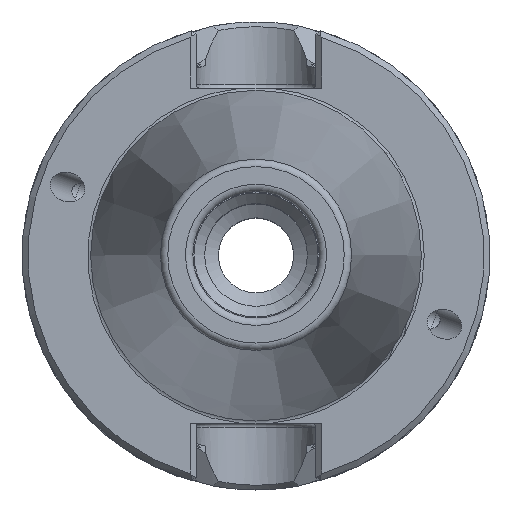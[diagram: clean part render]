
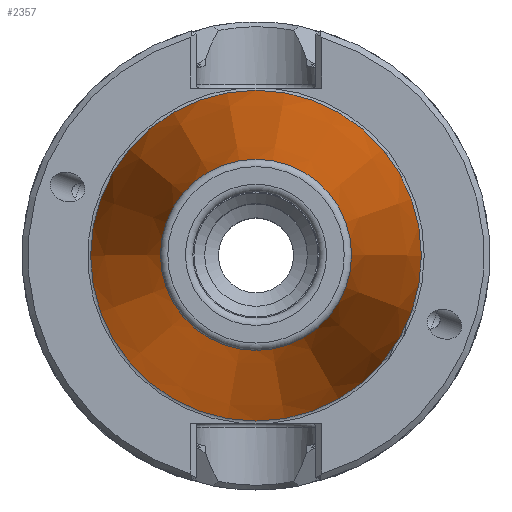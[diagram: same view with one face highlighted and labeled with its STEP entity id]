
A CAD part, top view. The second image highlights one B-rep face of the part: STEP entity #2357.
In plain terms, the highlighted conical face has half-angle 8.297 degrees and reference radius 12.871 mm.
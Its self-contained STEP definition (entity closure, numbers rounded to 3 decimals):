
#191=CONICAL_SURFACE('',#2528,12.871,0.145);
#212=CIRCLE('',#2410,22.268);
#249=CIRCLE('',#2527,12.871);
#660=ORIENTED_EDGE('',*,*,#759,.T.);
#661=ORIENTED_EDGE('',*,*,#926,.F.);
#759=EDGE_CURVE('',#974,#974,#212,.T.);
#926=EDGE_CURVE('',#1085,#1085,#249,.T.);
#974=VERTEX_POINT('',#3152);
#1085=VERTEX_POINT('',#3732);
#1263=EDGE_LOOP('',(#660));
#1264=EDGE_LOOP('',(#661));
#1425=FACE_BOUND('',#1263,.T.);
#1426=FACE_BOUND('',#1264,.T.);
#2357=ADVANCED_FACE('',(#1425,#1426),#191,.T.);
#2410=AXIS2_PLACEMENT_3D('',#3151,#2620,#2621);
#2527=AXIS2_PLACEMENT_3D('',#3731,#2918,#2919);
#2528=AXIS2_PLACEMENT_3D('',#3733,#2920,#2921);
#2620=DIRECTION('',(0.,0.,1.));
#2621=DIRECTION('',(1.,0.,0.));
#2918=DIRECTION('',(0.,0.,1.));
#2919=DIRECTION('',(1.,0.,0.));
#2920=DIRECTION('',(0.,0.,-1.));
#2921=DIRECTION('',(-1.,0.,0.));
#3151=CARTESIAN_POINT('',(0.,0.,0.106));
#3152=CARTESIAN_POINT('',(22.268,0.,0.106));
#3731=CARTESIAN_POINT('',(0.,0.,64.544));
#3732=CARTESIAN_POINT('',(12.871,0.,64.544));
#3733=CARTESIAN_POINT('',(0.,0.,64.544));
